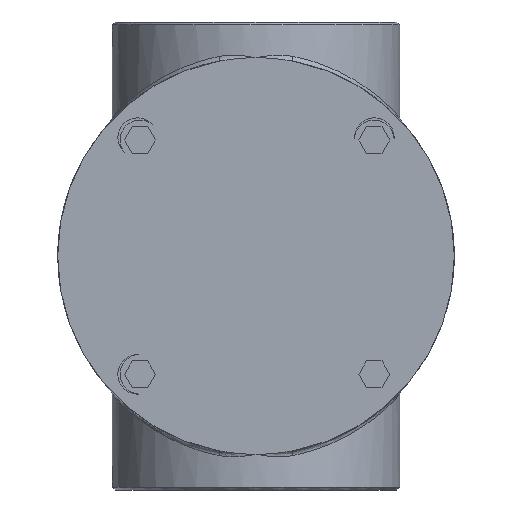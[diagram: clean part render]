
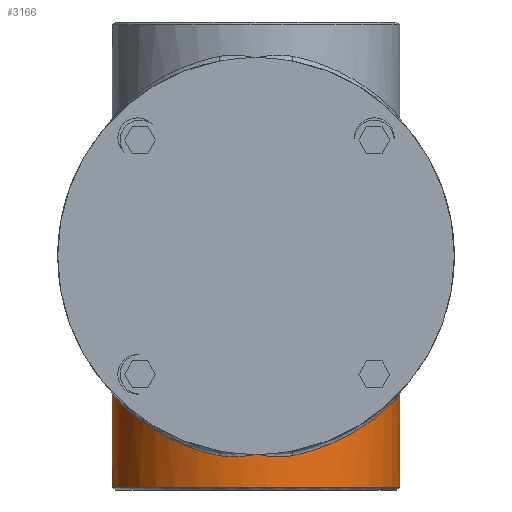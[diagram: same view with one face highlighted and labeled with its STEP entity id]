
A CAD part, front view. The second image highlights one B-rep face of the part: STEP entity #3166.
In plain terms, the highlighted cylindrical face has radius 36.83 mm (diameter 73.66 mm), a full revolution.
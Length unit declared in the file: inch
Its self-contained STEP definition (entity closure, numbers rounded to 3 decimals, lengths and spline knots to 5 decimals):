
#917=CARTESIAN_POINT('',(0.0,0.0,-2.0));
#918=VERTEX_POINT('',#917);
#3093=CARTESIAN_POINT('',(0.0,1.45,0.0));
#3094=DIRECTION('',(0.0,0.0,1.0));
#3095=DIRECTION('',(-1.0,0.0,0.0));
#3096=AXIS2_PLACEMENT_3D('',#3093,#3094,#3095);
#3097=CYLINDRICAL_SURFACE('',#3096,1.45);
#3098=CARTESIAN_POINT('',(-0.37126,0.04833,-2.0137));
#3099=VERTEX_POINT('',#3098);
#3100=CARTESIAN_POINT('',(-0.37126,0.04833,-2.0137));
#3101=CARTESIAN_POINT('',(-0.32007,0.03478,-2.0238));
#3102=CARTESIAN_POINT('',(-0.19583,0.00906,-2.03014));
#3103=CARTESIAN_POINT('',(-0.07062,0.,-2.01334));
#3104=CARTESIAN_POINT('',(0.,0.,-2.0));
#3105=B_SPLINE_CURVE_WITH_KNOTS('',3,(#3100,#3101,#3102,#3103,#3104),.UNSPECIFIED.,.F.,.U.,(4,1,4),(-0.98751,-0.5631,0.00278),.UNSPECIFIED.);
#3106=EDGE_CURVE('',#3099,#918,#3105,.T.);
#3107=ORIENTED_EDGE('',*,*,#3106,.F.);
#3108=CARTESIAN_POINT('',(0.37126,0.04833,-2.0137));
#3109=VERTEX_POINT('',#3108);
#3110=CARTESIAN_POINT('',(0.37126,0.04833,-2.0137));
#3111=CARTESIAN_POINT('',(0.47024,0.07455,-1.99417));
#3112=CARTESIAN_POINT('',(0.66074,0.1478,-1.9401));
#3113=CARTESIAN_POINT('',(0.90845,0.3074,-1.82835));
#3114=CARTESIAN_POINT('',(1.08165,0.47611,-1.72066));
#3115=CARTESIAN_POINT('',(1.19736,0.62794,-1.63462));
#3116=CARTESIAN_POINT('',(1.32398,0.83362,-1.52982));
#3117=CARTESIAN_POINT('',(1.41109,1.06817,-1.44013));
#3118=CARTESIAN_POINT('',(1.45468,1.37613,-1.39214));
#3119=CARTESIAN_POINT('',(1.44903,1.63883,-1.39861));
#3120=CARTESIAN_POINT('',(1.36816,1.97151,-1.48621));
#3121=CARTESIAN_POINT('',(1.20296,2.28885,-1.63744));
#3122=CARTESIAN_POINT('',(0.94445,2.57284,-1.81351));
#3123=CARTESIAN_POINT('',(0.66518,2.75068,-1.93922));
#3124=CARTESIAN_POINT('',(0.41164,2.84529,-2.00878));
#3125=CARTESIAN_POINT('',(0.14168,2.90505,-2.05379));
#3126=CARTESIAN_POINT('',(-0.14138,2.90471,-2.05351));
#3127=CARTESIAN_POINT('',(-0.41019,2.8458,-2.00918));
#3128=CARTESIAN_POINT('',(-0.66574,2.75054,-1.93907));
#3129=CARTESIAN_POINT('',(-0.94348,2.57326,-1.81391));
#3130=CARTESIAN_POINT('',(-1.20289,2.28958,-1.63768));
#3131=CARTESIAN_POINT('',(-1.35294,2.00022,-1.49997));
#3132=CARTESIAN_POINT('',(-1.42544,1.74105,-1.42463));
#3133=CARTESIAN_POINT('',(-1.46169,1.46572,-1.38396));
#3134=CARTESIAN_POINT('',(-1.43736,1.18592,-1.41242));
#3135=CARTESIAN_POINT('',(-1.35759,0.92819,-1.4946));
#3136=CARTESIAN_POINT('',(-1.26183,0.72176,-1.58324));
#3137=CARTESIAN_POINT('',(-1.11605,0.5097,-1.69928));
#3138=CARTESIAN_POINT('',(-0.91013,0.3087,-1.82746));
#3139=CARTESIAN_POINT('',(-0.65997,0.14728,-1.94045));
#3140=CARTESIAN_POINT('',(-0.47086,0.07472,-1.99405));
#3141=CARTESIAN_POINT('',(-0.37126,0.04833,-2.0137));
#3142=B_SPLINE_CURVE_WITH_KNOTS('',3,(#3110,#3111,#3112,#3113,#3114,#3115,#3116,#3117,#3118,#3119,#3120,#3121,#3122,#3123,#3124,#3125,#3126,#3127,#3128,#3129,#3130,#3131,#3132,#3133,#3134,#3135,#3136,#3137,#3138,#3139,#3140,#3141),.UNSPECIFIED.,.F.,.U.,(4,1,1,1,1,1,1,1,1,1,1,1,1,1,1,1,1,1,1,1,1,1,1,1,1,1,1,1,1,4),(18.45092,19.21926,19.98759,20.75593,21.1401,21.52427,22.67677,23.06094,23.82928,24.59762,25.62207,26.64652,27.67097,28.18319,28.69542,29.71987,30.23209,30.74432,31.76877,32.79321,33.81766,34.32989,34.84211,35.86656,36.37879,36.89101,37.65935,38.42769,39.19603,39.96436),.UNSPECIFIED.);
#3143=EDGE_CURVE('',#3109,#3099,#3142,.T.);
#3144=ORIENTED_EDGE('',*,*,#3143,.F.);
#3145=CARTESIAN_POINT('',(0.,0.0,-2.0));
#3146=CARTESIAN_POINT('',(0.07062,0.0,-2.01334));
#3147=CARTESIAN_POINT('',(0.19583,0.00906,-2.03014));
#3148=CARTESIAN_POINT('',(0.32007,0.03478,-2.0238));
#3149=CARTESIAN_POINT('',(0.37126,0.04833,-2.0137));
#3150=B_SPLINE_CURVE_WITH_KNOTS('',3,(#3145,#3146,#3147,#3148,#3149),.UNSPECIFIED.,.F.,.U.,(4,1,4),(-2.92925,-2.36337,-1.93896),.UNSPECIFIED.);
#3151=EDGE_CURVE('',#918,#3109,#3150,.T.);
#3152=ORIENTED_EDGE('',*,*,#3151,.F.);
#3153=EDGE_LOOP('',(#3107,#3144,#3152));
#3154=FACE_OUTER_BOUND('',#3153,.T.);
#3155=CARTESIAN_POINT('',(1.45,1.45,-2.33));
#3156=VERTEX_POINT('',#3155);
#3157=CARTESIAN_POINT('',(0.0,1.45,-2.33));
#3158=DIRECTION('',(0.0,0.0,-1.0));
#3159=DIRECTION('',(-1.0,0.0,0.0));
#3160=AXIS2_PLACEMENT_3D('',#3157,#3158,#3159);
#3161=CIRCLE('',#3160,1.45);
#3162=EDGE_CURVE('',#3156,#3156,#3161,.T.);
#3163=ORIENTED_EDGE('',*,*,#3162,.F.);
#3164=EDGE_LOOP('',(#3163));
#3165=FACE_BOUND('',#3164,.T.);
#3166=ADVANCED_FACE('',(#3154,#3165),#3097,.T.);
